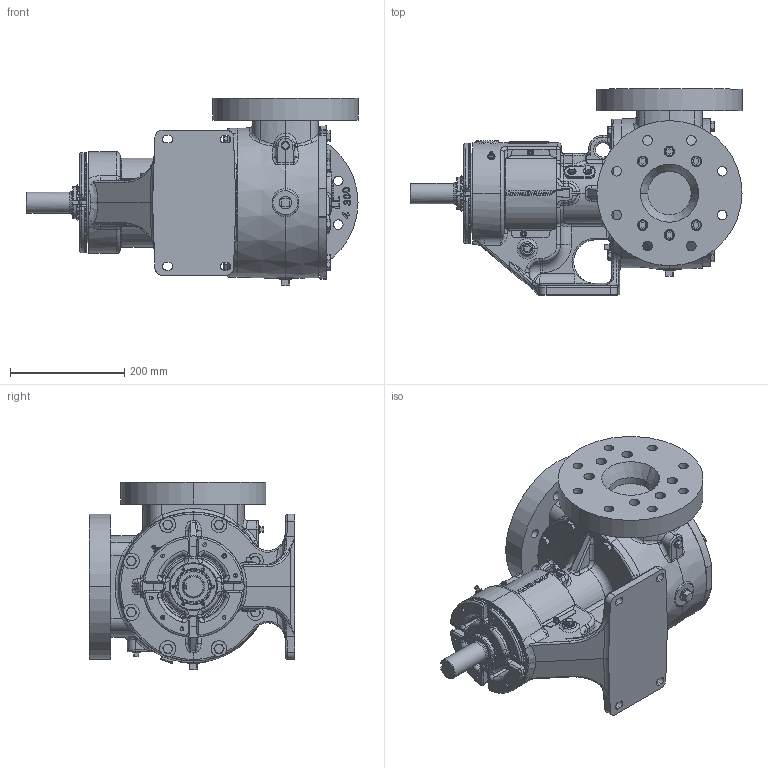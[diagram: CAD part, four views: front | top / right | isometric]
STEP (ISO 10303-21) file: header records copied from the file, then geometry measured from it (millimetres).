
FILE_DESCRIPTION (( 'STEP AP214' ), '1' );
FILE_NAME ('LV-4554.STEP', '2024-04-03T15:03:24', ( '' ), ( '' ), 'SwSTEP 2.0', 'SolidWorks 2022', '' );
FILE_SCHEMA (( 'AUTOMOTIVE_DESIGN' ));
Length unit declared in the file: inch
Products named in the file (1): LV-4554
Bounding box: 581.18 x 360.36 x 327.72 mm (x, y, z)
Volume: 17811464.4 mm3; surface area: 996802.9 mm2
Topology: 1 solids, 13 shells, 4474 faces, 11397 edges, 7144 vertices
Faces by surface type: plane 1519, bspline 1249, cylinder 954, cone 611, torus 83, sphere 58
Entity records: 250494 total; most frequent: CARTESIAN_POINT 95424, ORIENTED_EDGE 22632, DIRECTION 16334, EDGE_CURVE 11316, VERTEX_POINT 7141, AXIS2_PLACEMENT_3D 6146, EDGE_LOOP 4825, LENGTH_MEASURE_WITH_UNIT 4477
